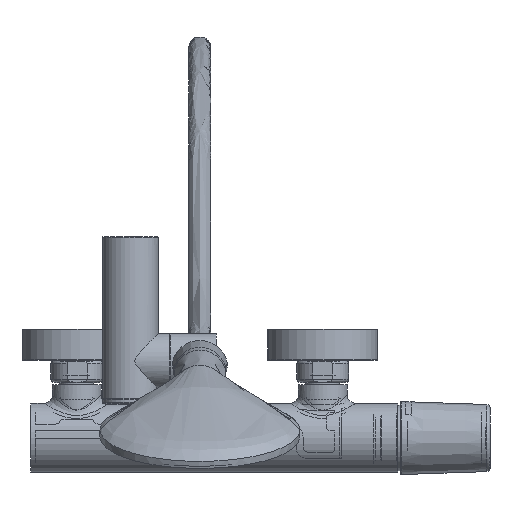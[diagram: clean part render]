
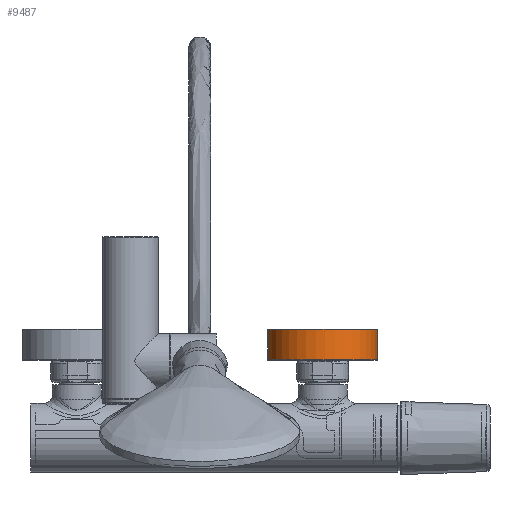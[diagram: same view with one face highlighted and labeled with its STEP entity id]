
A CAD part, top view. The second image highlights one B-rep face of the part: STEP entity #9487.
In plain terms, the highlighted cylindrical face has radius 33.25 mm (diameter 66.5 mm), a full revolution.
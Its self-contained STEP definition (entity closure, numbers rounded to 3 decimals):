
#8198 = AXIS2_PLACEMENT_3D ( 'NONE', #29331, #56286, #33448 ) ;
#8207 = DIRECTION ( 'NONE',  ( 0., -1., 0. ) ) ;
#9238 = CARTESIAN_POINT ( 'NONE',  ( 75.874, 65.706, 33.222 ) ) ;
#9487 = ADVANCED_FACE ( 'NONE', ( #22406, #43418 ), #13253, .T. ) ;
#11891 = AXIS2_PLACEMENT_3D ( 'NONE', #12910, #8207, #53623 ) ;
#11989 = DIRECTION ( 'NONE',  ( 0.041, 0., 0.999 ) ) ;
#12910 = CARTESIAN_POINT ( 'NONE',  ( 74.5, 65.706, 0. ) ) ;
#13253 = CYLINDRICAL_SURFACE ( 'NONE', #52260, 33.25 ) ;
#13605 = CIRCLE ( 'NONE', #11891, 33.25 ) ;
#16337 = CARTESIAN_POINT ( 'NONE',  ( 74.5, 46.176, 0. ) ) ;
#18795 = ORIENTED_EDGE ( 'NONE', *, *, #23404, .T. ) ;
#20241 = CARTESIAN_POINT ( 'NONE',  ( 75.874, 47.106, 33.222 ) ) ;
#22406 = FACE_OUTER_BOUND ( 'NONE', #54040, .T. ) ;
#23404 = EDGE_CURVE ( 'NONE', #27343, #27343, #57175, .T. ) ;
#27343 = VERTEX_POINT ( 'NONE', #20241 ) ;
#29331 = CARTESIAN_POINT ( 'NONE',  ( 74.5, 47.106, 0. ) ) ;
#33448 = DIRECTION ( 'NONE',  ( 0.041, 0., 0.999 ) ) ;
#33924 = VERTEX_POINT ( 'NONE', #9238 ) ;
#36668 = EDGE_LOOP ( 'NONE', ( #18795 ) ) ;
#43347 = EDGE_CURVE ( 'NONE', #33924, #33924, #13605, .T. ) ;
#43418 = FACE_OUTER_BOUND ( 'NONE', #36668, .T. ) ;
#49644 = ORIENTED_EDGE ( 'NONE', *, *, #43347, .T. ) ;
#52260 = AXIS2_PLACEMENT_3D ( 'NONE', #16337, #52323, #11989 ) ;
#52323 = DIRECTION ( 'NONE',  ( 0., 1., 0. ) ) ;
#53623 = DIRECTION ( 'NONE',  ( 0.041, 0., 0.999 ) ) ;
#54040 = EDGE_LOOP ( 'NONE', ( #49644 ) ) ;
#56286 = DIRECTION ( 'NONE',  ( 0., 1., 0. ) ) ;
#57175 = CIRCLE ( 'NONE', #8198, 33.25 ) ;
